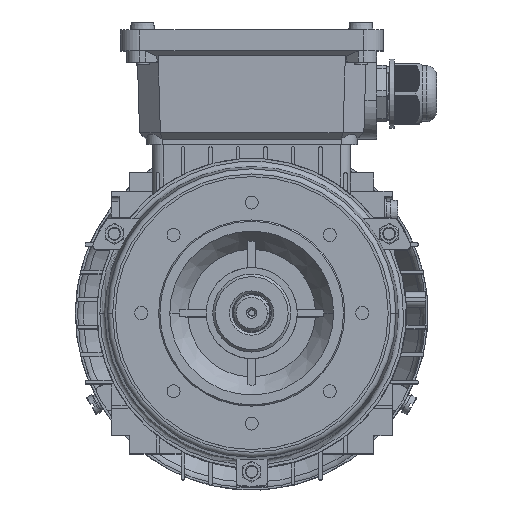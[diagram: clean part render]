
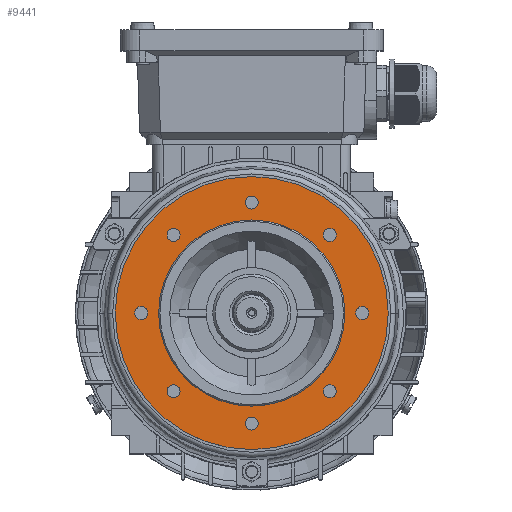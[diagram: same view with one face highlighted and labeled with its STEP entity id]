
A CAD part, top view. The second image highlights one B-rep face of the part: STEP entity #9441.
In plain terms, the highlighted planar face has unit normal (0, 0, 1).
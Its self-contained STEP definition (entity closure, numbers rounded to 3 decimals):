
#1871=FACE_BOUND('',#18284,.T.);
#1872=FACE_BOUND('',#18285,.T.);
#1873=FACE_BOUND('',#18286,.T.);
#1874=FACE_BOUND('',#18287,.T.);
#1875=FACE_BOUND('',#18288,.T.);
#1876=FACE_BOUND('',#18289,.T.);
#1877=FACE_BOUND('',#18290,.T.);
#1878=FACE_BOUND('',#18291,.T.);
#1879=FACE_BOUND('',#18292,.T.);
#1880=FACE_BOUND('',#18293,.T.);
#4073=PLANE('',#76758);
#9441=ADVANCED_FACE('',(#1871,#1872,#1873,#1874,#1875,#1876,#1877,#1878,
#1879,#1880),#4073,.T.);
#18284=EDGE_LOOP('',(#49523,#49524));
#18285=EDGE_LOOP('',(#49525,#49526));
#18286=EDGE_LOOP('',(#49527,#49528));
#18287=EDGE_LOOP('',(#49529,#49530));
#18288=EDGE_LOOP('',(#49531,#49532));
#18289=EDGE_LOOP('',(#49533,#49534));
#18290=EDGE_LOOP('',(#49535,#49536));
#18291=EDGE_LOOP('',(#49537,#49538));
#18292=EDGE_LOOP('',(#49539,#49540));
#18293=EDGE_LOOP('',(#49541,#49542));
#49523=ORIENTED_EDGE('',*,*,#67500,.F.);
#49524=ORIENTED_EDGE('',*,*,#66915,.F.);
#49525=ORIENTED_EDGE('',*,*,#67501,.F.);
#49526=ORIENTED_EDGE('',*,*,#66919,.F.);
#49527=ORIENTED_EDGE('',*,*,#67502,.F.);
#49528=ORIENTED_EDGE('',*,*,#66923,.F.);
#49529=ORIENTED_EDGE('',*,*,#67503,.F.);
#49530=ORIENTED_EDGE('',*,*,#66927,.F.);
#49531=ORIENTED_EDGE('',*,*,#67504,.F.);
#49532=ORIENTED_EDGE('',*,*,#66931,.F.);
#49533=ORIENTED_EDGE('',*,*,#67505,.F.);
#49534=ORIENTED_EDGE('',*,*,#66935,.F.);
#49535=ORIENTED_EDGE('',*,*,#67506,.F.);
#49536=ORIENTED_EDGE('',*,*,#66939,.F.);
#49537=ORIENTED_EDGE('',*,*,#67507,.F.);
#49538=ORIENTED_EDGE('',*,*,#66947,.F.);
#49539=ORIENTED_EDGE('',*,*,#67006,.T.);
#49540=ORIENTED_EDGE('',*,*,#67508,.T.);
#49541=ORIENTED_EDGE('',*,*,#67011,.F.);
#49542=ORIENTED_EDGE('',*,*,#67499,.F.);
#56944=VERTEX_POINT('',#129975);
#56945=VERTEX_POINT('',#129977);
#56948=VERTEX_POINT('',#129984);
#56949=VERTEX_POINT('',#129986);
#56952=VERTEX_POINT('',#129993);
#56953=VERTEX_POINT('',#129995);
#56956=VERTEX_POINT('',#130002);
#56957=VERTEX_POINT('',#130004);
#56960=VERTEX_POINT('',#130011);
#56961=VERTEX_POINT('',#130013);
#56964=VERTEX_POINT('',#130020);
#56965=VERTEX_POINT('',#130022);
#56968=VERTEX_POINT('',#130029);
#56969=VERTEX_POINT('',#130031);
#56976=VERTEX_POINT('',#130047);
#56977=VERTEX_POINT('',#130049);
#57034=VERTEX_POINT('',#130188);
#57035=VERTEX_POINT('',#130190);
#57037=VERTEX_POINT('',#130195);
#57039=VERTEX_POINT('',#130199);
#66915=EDGE_CURVE('',#56944,#56945,#70214,.T.);
#66919=EDGE_CURVE('',#56948,#56949,#70216,.T.);
#66923=EDGE_CURVE('',#56952,#56953,#70218,.T.);
#66927=EDGE_CURVE('',#56956,#56957,#70220,.T.);
#66931=EDGE_CURVE('',#56960,#56961,#70222,.T.);
#66935=EDGE_CURVE('',#56964,#56965,#70224,.T.);
#66939=EDGE_CURVE('',#56968,#56969,#70226,.T.);
#66947=EDGE_CURVE('',#56976,#56977,#70232,.T.);
#67006=EDGE_CURVE('',#57035,#57034,#70275,.T.);
#67011=EDGE_CURVE('',#57039,#57037,#70277,.T.);
#67499=EDGE_CURVE('',#57037,#57039,#70475,.T.);
#67500=EDGE_CURVE('',#56945,#56944,#70476,.T.);
#67501=EDGE_CURVE('',#56949,#56948,#70477,.T.);
#67502=EDGE_CURVE('',#56953,#56952,#70478,.T.);
#67503=EDGE_CURVE('',#56957,#56956,#70479,.T.);
#67504=EDGE_CURVE('',#56961,#56960,#70480,.T.);
#67505=EDGE_CURVE('',#56965,#56964,#70481,.T.);
#67506=EDGE_CURVE('',#56969,#56968,#70482,.T.);
#67507=EDGE_CURVE('',#56977,#56976,#70483,.T.);
#67508=EDGE_CURVE('',#57034,#57035,#70484,.T.);
#70214=CIRCLE('',#76376,2.5);
#70216=CIRCLE('',#76379,2.5);
#70218=CIRCLE('',#76382,2.5);
#70220=CIRCLE('',#76385,2.5);
#70222=CIRCLE('',#76388,2.5);
#70224=CIRCLE('',#76391,2.5);
#70226=CIRCLE('',#76394,2.5);
#70232=CIRCLE('',#76402,2.5);
#70275=CIRCLE('',#76459,52.5);
#70277=CIRCLE('',#76462,35.8);
#70475=CIRCLE('',#76747,35.8);
#70476=CIRCLE('',#76749,2.5);
#70477=CIRCLE('',#76750,2.5);
#70478=CIRCLE('',#76751,2.5);
#70479=CIRCLE('',#76752,2.5);
#70480=CIRCLE('',#76753,2.5);
#70481=CIRCLE('',#76754,2.5);
#70482=CIRCLE('',#76755,2.5);
#70483=CIRCLE('',#76756,2.5);
#70484=CIRCLE('',#76757,52.5);
#76376=AXIS2_PLACEMENT_3D('',#129976,#94051,#94052);
#76379=AXIS2_PLACEMENT_3D('',#129985,#94059,#94060);
#76382=AXIS2_PLACEMENT_3D('',#129994,#94067,#94068);
#76385=AXIS2_PLACEMENT_3D('',#130003,#94075,#94076);
#76388=AXIS2_PLACEMENT_3D('',#130012,#94083,#94084);
#76391=AXIS2_PLACEMENT_3D('',#130021,#94091,#94092);
#76394=AXIS2_PLACEMENT_3D('',#130030,#94099,#94100);
#76402=AXIS2_PLACEMENT_3D('',#130048,#94117,#94118);
#76459=AXIS2_PLACEMENT_3D('',#130189,#94245,#94246);
#76462=AXIS2_PLACEMENT_3D('',#130200,#94254,#94255);
#76747=AXIS2_PLACEMENT_3D('',#132707,#94980,#94981);
#76749=AXIS2_PLACEMENT_3D('',#132709,#94984,#94985);
#76750=AXIS2_PLACEMENT_3D('',#132710,#94986,#94987);
#76751=AXIS2_PLACEMENT_3D('',#132711,#94988,#94989);
#76752=AXIS2_PLACEMENT_3D('',#132712,#94990,#94991);
#76753=AXIS2_PLACEMENT_3D('',#132713,#94992,#94993);
#76754=AXIS2_PLACEMENT_3D('',#132714,#94994,#94995);
#76755=AXIS2_PLACEMENT_3D('',#132715,#94996,#94997);
#76756=AXIS2_PLACEMENT_3D('',#132716,#94998,#94999);
#76757=AXIS2_PLACEMENT_3D('',#132717,#95000,#95001);
#76758=AXIS2_PLACEMENT_3D('',#132718,#95002,#95003);
#94051=DIRECTION('',(0.,0.,1.));
#94052=DIRECTION('',(1.,0.,0.));
#94059=DIRECTION('',(0.,0.,1.));
#94060=DIRECTION('',(1.,0.,0.));
#94067=DIRECTION('',(0.,0.,1.));
#94068=DIRECTION('',(1.,0.,0.));
#94075=DIRECTION('',(0.,0.,1.));
#94076=DIRECTION('',(1.,0.,0.));
#94083=DIRECTION('',(0.,0.,1.));
#94084=DIRECTION('',(1.,0.,0.));
#94091=DIRECTION('',(0.,0.,1.));
#94092=DIRECTION('',(1.,0.,0.));
#94099=DIRECTION('',(0.,0.,1.));
#94100=DIRECTION('',(1.,0.,0.));
#94117=DIRECTION('',(0.,0.,1.));
#94118=DIRECTION('',(1.,0.,0.));
#94245=DIRECTION('',(0.,0.,1.));
#94246=DIRECTION('',(1.,0.,0.));
#94254=DIRECTION('',(0.,0.,1.));
#94255=DIRECTION('',(1.,0.,0.));
#94980=DIRECTION('',(0.,0.,1.));
#94981=DIRECTION('',(1.,0.,0.));
#94984=DIRECTION('',(0.,0.,1.));
#94985=DIRECTION('',(1.,0.,0.));
#94986=DIRECTION('',(0.,0.,1.));
#94987=DIRECTION('',(1.,0.,0.));
#94988=DIRECTION('',(0.,0.,1.));
#94989=DIRECTION('',(1.,0.,0.));
#94990=DIRECTION('',(0.,0.,1.));
#94991=DIRECTION('',(1.,0.,0.));
#94992=DIRECTION('',(0.,0.,1.));
#94993=DIRECTION('',(1.,0.,0.));
#94994=DIRECTION('',(0.,0.,1.));
#94995=DIRECTION('',(1.,0.,0.));
#94996=DIRECTION('',(0.,0.,1.));
#94997=DIRECTION('',(1.,0.,0.));
#94998=DIRECTION('',(0.,0.,1.));
#94999=DIRECTION('',(1.,0.,0.));
#95000=DIRECTION('',(0.,0.,1.));
#95001=DIRECTION('',(1.,0.,0.));
#95002=DIRECTION('',(0.,0.,1.));
#95003=DIRECTION('',(1.,0.,0.));
#129975=CARTESIAN_POINT('',(-219.947,-28.651,90.));
#129976=CARTESIAN_POINT('',(-222.447,-28.651,90.));
#129977=CARTESIAN_POINT('',(-224.947,-28.651,90.));
#129984=CARTESIAN_POINT('',(-232.395,1.401,90.));
#129985=CARTESIAN_POINT('',(-234.895,1.401,90.));
#129986=CARTESIAN_POINT('',(-237.395,1.401,90.));
#129993=CARTESIAN_POINT('',(-219.947,31.453,90.));
#129994=CARTESIAN_POINT('',(-222.447,31.453,90.));
#129995=CARTESIAN_POINT('',(-224.947,31.453,90.));
#130002=CARTESIAN_POINT('',(-189.895,43.901,90.));
#130003=CARTESIAN_POINT('',(-192.395,43.901,90.));
#130004=CARTESIAN_POINT('',(-194.895,43.901,90.));
#130011=CARTESIAN_POINT('',(-159.843,31.453,90.));
#130012=CARTESIAN_POINT('',(-162.343,31.453,90.));
#130013=CARTESIAN_POINT('',(-164.843,31.453,90.));
#130020=CARTESIAN_POINT('',(-147.395,1.401,90.));
#130021=CARTESIAN_POINT('',(-149.895,1.401,90.));
#130022=CARTESIAN_POINT('',(-152.395,1.401,90.));
#130029=CARTESIAN_POINT('',(-159.843,-28.651,90.));
#130030=CARTESIAN_POINT('',(-162.343,-28.651,90.));
#130031=CARTESIAN_POINT('',(-164.843,-28.651,90.));
#130047=CARTESIAN_POINT('',(-189.895,-41.099,90.));
#130048=CARTESIAN_POINT('',(-192.395,-41.099,90.));
#130049=CARTESIAN_POINT('',(-194.895,-41.099,90.));
#130188=CARTESIAN_POINT('',(-139.895,1.401,90.));
#130189=CARTESIAN_POINT('',(-192.395,1.401,90.));
#130190=CARTESIAN_POINT('',(-244.895,1.401,90.));
#130195=CARTESIAN_POINT('',(-156.595,1.401,90.));
#130199=CARTESIAN_POINT('',(-228.195,1.401,90.));
#130200=CARTESIAN_POINT('',(-192.395,1.401,90.));
#132707=CARTESIAN_POINT('',(-192.395,1.401,90.));
#132709=CARTESIAN_POINT('',(-222.447,-28.651,90.));
#132710=CARTESIAN_POINT('',(-234.895,1.401,90.));
#132711=CARTESIAN_POINT('',(-222.447,31.453,90.));
#132712=CARTESIAN_POINT('',(-192.395,43.901,90.));
#132713=CARTESIAN_POINT('',(-162.343,31.453,90.));
#132714=CARTESIAN_POINT('',(-149.895,1.401,90.));
#132715=CARTESIAN_POINT('',(-162.343,-28.651,90.));
#132716=CARTESIAN_POINT('',(-192.395,-41.099,90.));
#132717=CARTESIAN_POINT('',(-192.395,1.401,90.));
#132718=CARTESIAN_POINT('',(-192.395,84.523,90.));
